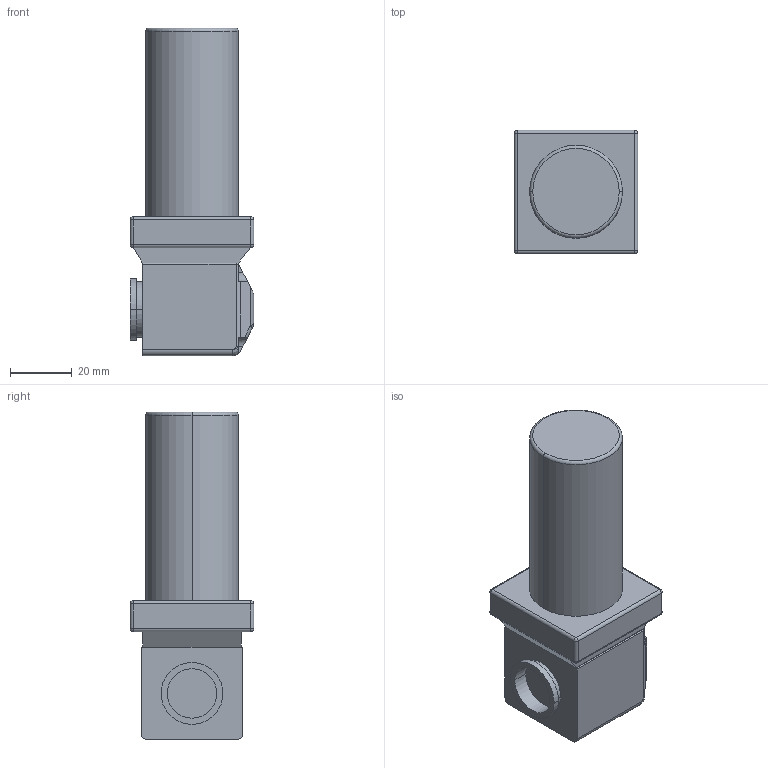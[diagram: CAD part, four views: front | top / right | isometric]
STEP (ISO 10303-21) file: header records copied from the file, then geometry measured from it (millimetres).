
FILE_DESCRIPTION((''),'2;1');
FILE_NAME('CAD1548','2012-02-14T',('dhelisch'),(''),'PRO/ENGINEER BY PARAMETRIC TECHNOLOGY CORPORATION, 2007250','PRO/ENGINEER BY PARAMETRIC TECHNOLOGY CORPORATION, 2007250','');
FILE_SCHEMA(('CONFIG_CONTROL_DESIGN'));
Length unit declared in the file: millimetre
Products named in the file (1): CAD1548
Bounding box: 40 x 40 x 106 mm (x, y, z)
Volume: 94716.1 mm3; surface area: 16490.4 mm2
Topology: 1 solids, 1 shells, 114 faces, 259 edges, 156 vertices
Faces by surface type: cylinder 49, plane 43, sphere 10, bspline 6, torus 4, cone 2
Entity records: 4221 total; most frequent: CARTESIAN_POINT 764, DIRECTION 555, ORIENTED_EDGE 518, PRESENTATION_STYLE_ASSIGNMENT 260, STYLED_ITEM 260, CURVE_STYLE 259, EDGE_CURVE 259, AXIS2_PLACEMENT_3D 212
